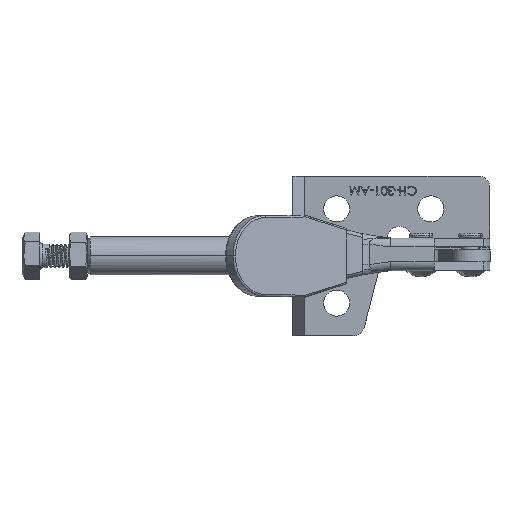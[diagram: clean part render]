
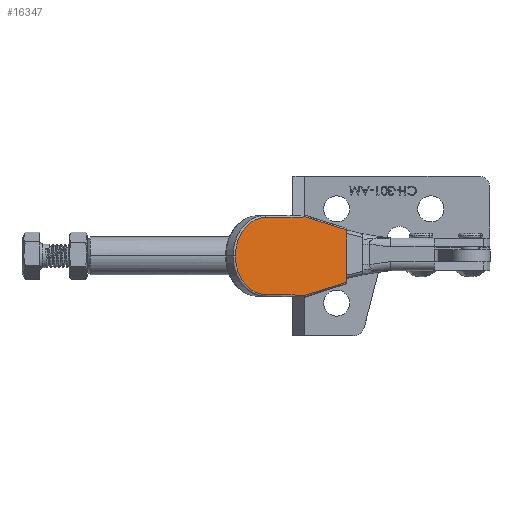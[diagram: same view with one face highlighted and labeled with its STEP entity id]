
A CAD part, top view. The second image highlights one B-rep face of the part: STEP entity #16347.
In plain terms, the highlighted face is planar.
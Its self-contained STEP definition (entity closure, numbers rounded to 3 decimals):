
#13 = DIRECTION ( 'NONE',  ( 0.703, 0.712, 0. ) ) ;
#562 = CARTESIAN_POINT ( 'NONE',  ( -24.597, 16.286, 20.014 ) ) ;
#857 = EDGE_CURVE ( 'NONE', #15638, #15503, #35356, .T. ) ;
#2047 = VERTEX_POINT ( 'NONE', #15791 ) ;
#2659 = CARTESIAN_POINT ( 'NONE',  ( -24.597, 16.286, 9.986 ) ) ;
#2937 = ORIENTED_EDGE ( 'NONE', *, *, #15422, .T. ) ;
#3581 = CARTESIAN_POINT ( 'NONE',  ( -28.812, 20.448, 21.602 ) ) ;
#3964 = VECTOR ( 'NONE', #35081, 1000. ) ;
#5555 =( BOUNDED_CURVE ( )  B_SPLINE_CURVE ( 3, ( #22681, #2659, #19810, #5575 ),
 .UNSPECIFIED., .F., .F. ) 
 B_SPLINE_CURVE_WITH_KNOTS ( ( 4, 4 ),
 ( 1.822, 1.941 ),
 .UNSPECIFIED. ) 
 CURVE ( )  GEOMETRIC_REPRESENTATION_ITEM ( )  RATIONAL_B_SPLINE_CURVE ( ( 1., 0.999, 0.999, 1. ) ) 
 REPRESENTATION_ITEM ( '' )  );
#5575 = CARTESIAN_POINT ( 'NONE',  ( -28.812, 20.448, 8.398 ) ) ;
#6266 = CARTESIAN_POINT ( 'NONE',  ( -34.902, 26.46, 14.999 ) ) ;
#6539 = CIRCLE ( 'NONE', #29892, 6.5 ) ;
#6544 = CARTESIAN_POINT ( 'NONE',  ( -34.9, 26.457, 8.499 ) ) ;
#9166 = DIRECTION ( 'NONE',  ( -0.712, 0.703, 0. ) ) ;
#9613 = EDGE_CURVE ( 'NONE', #20461, #2047, #20758, .T. ) ;
#11608 = LINE ( 'NONE', #15147, #3964 ) ;
#11691 = AXIS2_PLACEMENT_3D ( 'NONE', #27586, #27466, #27353 ) ;
#12415 = CARTESIAN_POINT ( 'NONE',  ( -28.812, 20.448, 8.398 ) ) ;
#12711 = EDGE_CURVE ( 'NONE', #25021, #19930, #5555, .T. ) ;
#13376 = CARTESIAN_POINT ( 'NONE',  ( -28.812, 20.448, 21.602 ) ) ;
#13841 = ORIENTED_EDGE ( 'NONE', *, *, #9613, .T. ) ;
#14881 = CARTESIAN_POINT ( 'NONE',  ( -26.727, 18.389, 20.741 ) ) ;
#15143 = CARTESIAN_POINT ( 'NONE',  ( -22.43, 14.147, 19.422 ) ) ;
#15147 = CARTESIAN_POINT ( 'NONE',  ( -28.936, 20.57, 21.6 ) ) ;
#15164 = DIRECTION ( 'NONE',  ( -0.712, 0.702, 0.012 ) ) ;
#15422 = EDGE_CURVE ( 'NONE', #19930, #20461, #28564, .T. ) ;
#15503 = VERTEX_POINT ( 'NONE', #15672 ) ;
#15638 = VERTEX_POINT ( 'NONE', #13376 ) ;
#15672 = CARTESIAN_POINT ( 'NONE',  ( -22.43, 14.147, 19.422 ) ) ;
#15716 = CARTESIAN_POINT ( 'NONE',  ( -34.901, 26.458, 21.499 ) ) ;
#15791 = CARTESIAN_POINT ( 'NONE',  ( -39.528, 31.026, 14.999 ) ) ;
#16347 = ADVANCED_FACE ( 'NONE', ( #25891 ), #34007, .T. ) ;
#17393 = LINE ( 'NONE', #35466, #31658 ) ;
#18927 = ORIENTED_EDGE ( 'NONE', *, *, #33991, .T. ) ;
#19810 = CARTESIAN_POINT ( 'NONE',  ( -26.727, 18.389, 9.259 ) ) ;
#19930 = VERTEX_POINT ( 'NONE', #12415 ) ;
#20041 = DIRECTION ( 'NONE',  ( -0.712, 0.703, 0. ) ) ;
#20419 = AXIS2_PLACEMENT_3D ( 'NONE', #31398, #13, #20041 ) ;
#20461 = VERTEX_POINT ( 'NONE', #30929 ) ;
#20758 = CIRCLE ( 'NONE', #11691, 6.5 ) ;
#20768 = ORIENTED_EDGE ( 'NONE', *, *, #33871, .T. ) ;
#20857 = VERTEX_POINT ( 'NONE', #15716 ) ;
#21456 = VECTOR ( 'NONE', #15164, 1000. ) ;
#22141 = ORIENTED_EDGE ( 'NONE', *, *, #857, .T. ) ;
#22681 = CARTESIAN_POINT ( 'NONE',  ( -22.43, 14.147, 10.578 ) ) ;
#23303 = EDGE_CURVE ( 'NONE', #2047, #20857, #6539, .T. ) ;
#25021 = VERTEX_POINT ( 'NONE', #26604 ) ;
#25376 = ORIENTED_EDGE ( 'NONE', *, *, #12711, .T. ) ;
#25891 = FACE_OUTER_BOUND ( 'NONE', #28857, .T. ) ;
#26270 = DIRECTION ( 'NONE',  ( 0.703, 0.712, 0. ) ) ;
#26604 = CARTESIAN_POINT ( 'NONE',  ( -22.43, 14.147, 10.578 ) ) ;
#27007 = DIRECTION ( 'NONE',  ( 0., 0., -1. ) ) ;
#27353 = DIRECTION ( 'NONE',  ( -0.712, 0.703, 0. ) ) ;
#27466 = DIRECTION ( 'NONE',  ( 0.703, 0.712, 0. ) ) ;
#27586 = CARTESIAN_POINT ( 'NONE',  ( -34.902, 26.46, 14.999 ) ) ;
#28564 = LINE ( 'NONE', #6544, #21456 ) ;
#28857 = EDGE_LOOP ( 'NONE', ( #20768, #22141, #18927, #25376, #2937, #13841, #30370 ) ) ;
#29892 = AXIS2_PLACEMENT_3D ( 'NONE', #6266, #26270, #9166 ) ;
#30370 = ORIENTED_EDGE ( 'NONE', *, *, #23303, .T. ) ;
#30929 = CARTESIAN_POINT ( 'NONE',  ( -34.901, 26.458, 8.499 ) ) ;
#31398 = CARTESIAN_POINT ( 'NONE',  ( -47.006, 38.408, 0. ) ) ;
#31658 = VECTOR ( 'NONE', #27007, 1000. ) ;
#33871 = EDGE_CURVE ( 'NONE', #20857, #15638, #11608, .T. ) ;
#33991 = EDGE_CURVE ( 'NONE', #15503, #25021, #17393, .T. ) ;
#34007 = PLANE ( 'NONE',  #20419 ) ;
#35081 = DIRECTION ( 'NONE',  ( 0.712, -0.702, 0.012 ) ) ;
#35356 =( BOUNDED_CURVE ( )  B_SPLINE_CURVE ( 3, ( #3581, #14881, #562, #15143 ),
 .UNSPECIFIED., .F., .F. ) 
 B_SPLINE_CURVE_WITH_KNOTS ( ( 4, 4 ),
 ( 4.342, 4.461 ),
 .UNSPECIFIED. ) 
 CURVE ( )  GEOMETRIC_REPRESENTATION_ITEM ( )  RATIONAL_B_SPLINE_CURVE ( ( 1., 0.999, 0.999, 1. ) ) 
 REPRESENTATION_ITEM ( '' )  );
#35466 = CARTESIAN_POINT ( 'NONE',  ( -22.43, 14.147, 30. ) ) ;
